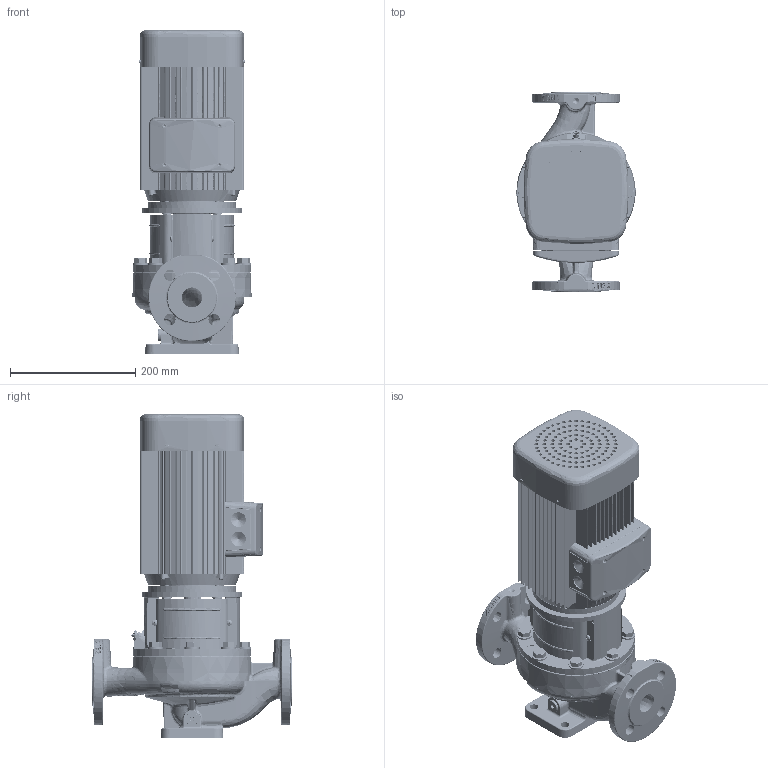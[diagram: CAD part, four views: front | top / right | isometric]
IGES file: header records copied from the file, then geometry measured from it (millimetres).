
Global section: file name: 015P2248 (RV 32-2502); native system: AutoCAD 2021 — Русский (Russian),62HAutod; preprocessor: esk Translation Framework DWG producer (atf_dwg_producer); organization: unknown; date: 20240512.160607; units: millimetre
Bounding box: 190.79 x 320 x 517.3 mm (x, y, z)
Volume: 6960341 mm3; surface area: 1025768.7 mm2
Topology: 36 solids, 36 shells, 4052 faces, 54514 edges, 52686 vertices
Faces by surface type: bspline 3613, revolution 439
